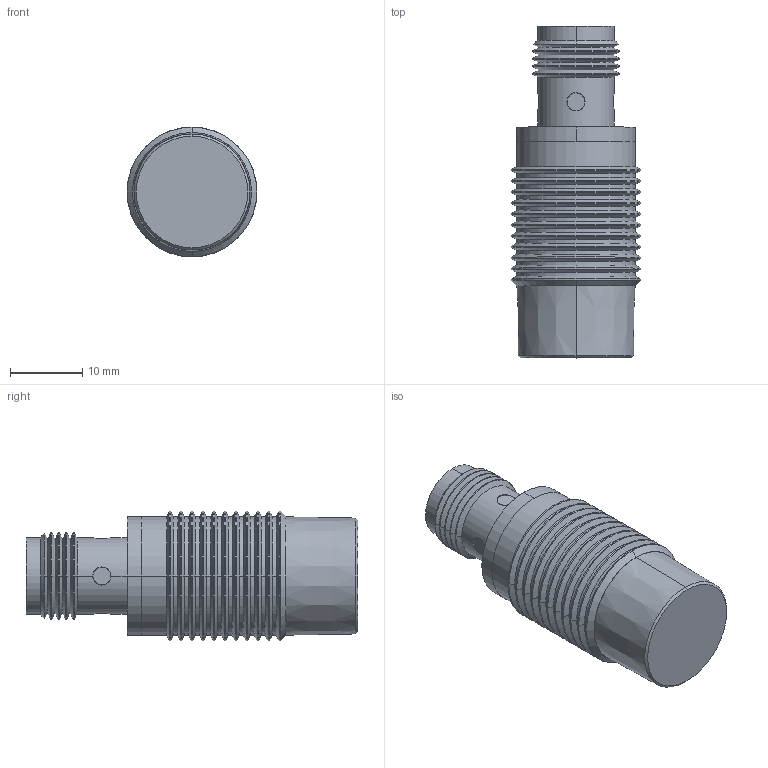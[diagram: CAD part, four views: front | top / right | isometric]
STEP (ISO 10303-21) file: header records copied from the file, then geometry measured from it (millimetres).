
FILE_DESCRIPTION(('STEP AP214'),'1');
FILE_NAME('cctmp_51230671-5CA7-4D2D-8757-684DD5DA6D8E_2022_07_22_10_13_59_0057..stp','2022-07-22T08:13:59',('Pepperl+Fuchs GmbH'),('CADClick - www.CADClick.com'),'Spatial InterOp 3D',' ','unknown authorization');
FILE_SCHEMA(('AUTOMOTIVE_DESIGN'));
Length unit declared in the file: millimetre
Products named in the file (6): cc_unnamed; NBN12-18GM30-A2-V1_4; NBN12-18GM30-A2-V1_3; NBN12-18GM30-A2-V1_2; NBN12-18GM30-A2-V1_1; NBN12-18GM30-A2-V1
Assembly tree (5 placements, depth 2):
  cc_unnamed
    NBN12-18GM30-A2-V1_4
    NBN12-18GM30-A2-V1_3
    NBN12-18GM30-A2-V1_2
    NBN12-18GM30-A2-V1_1
    NBN12-18GM30-A2-V1
Bounding box: 18 x 46 x 18 mm (x, y, z)
Volume: 7142.5 mm3; surface area: 7777.4 mm2
Topology: 8 solids, 8 shells, 235 faces, 520 edges, 300 vertices
Faces by surface type: cylinder 107, cone 82, plane 38, sphere 8
Entity records: 8671 total; most frequent: CARTESIAN_POINT 1325, DIRECTION 1242, ORIENTED_EDGE 1008, AXIS2_PLACEMENT_3D 521, EDGE_CURVE 504, VERTEX_POINT 300, CIRCLE 280, EDGE_LOOP 260
